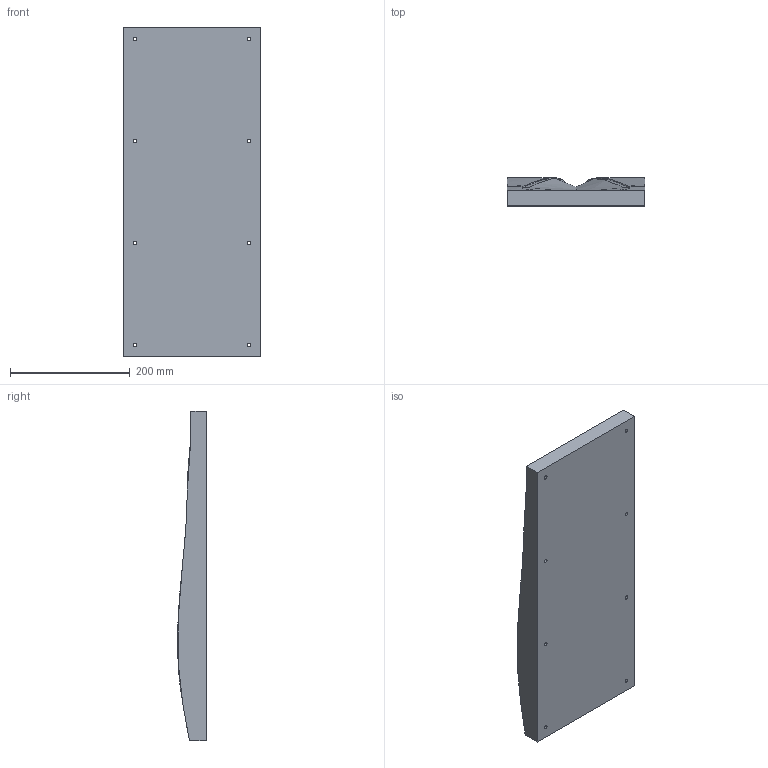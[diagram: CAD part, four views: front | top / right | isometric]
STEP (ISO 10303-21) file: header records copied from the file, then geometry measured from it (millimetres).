
FILE_DESCRIPTION (( 'STEP AP214' ), '1' );
FILE_NAME ('Moule extrados noyau correcteur0.9.STEP', '2016-08-18T08:07:50', ( '' ), ( '' ), 'SwSTEP 2.0', 'SolidWorks 2014', '' );
FILE_SCHEMA (( 'AUTOMOTIVE_DESIGN' ));
Length unit declared in the file: millimetre
Products named in the file (1): Moule extrados noyau correcteur0.9
Bounding box: 230 x 48 x 550 mm (x, y, z)
Volume: 4374630.4 mm3; surface area: 315625.6 mm2
Topology: 1 solids, 1 shells, 76 faces, 188 edges, 112 vertices
Faces by surface type: bspline 42, cylinder 23, plane 11
Entity records: 27582 total; most frequent: CARTESIAN_POINT 25570, ORIENTED_EDGE 372, EDGE_CURVE 186, DIRECTION 182, VERTEX_POINT 112, B_SPLINE_CURVE_WITH_KNOTS 94, EDGE_LOOP 92, FACE_OUTER_BOUND 76
